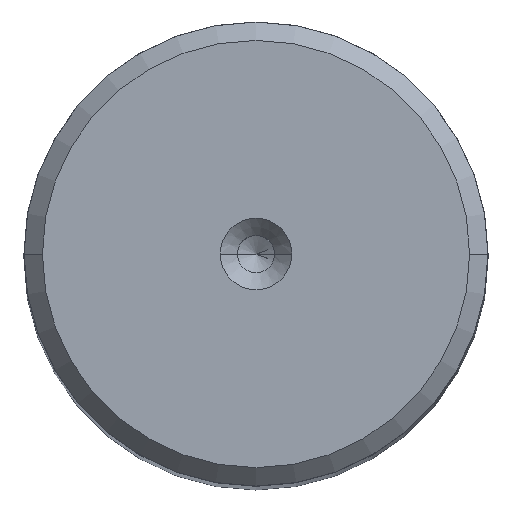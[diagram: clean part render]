
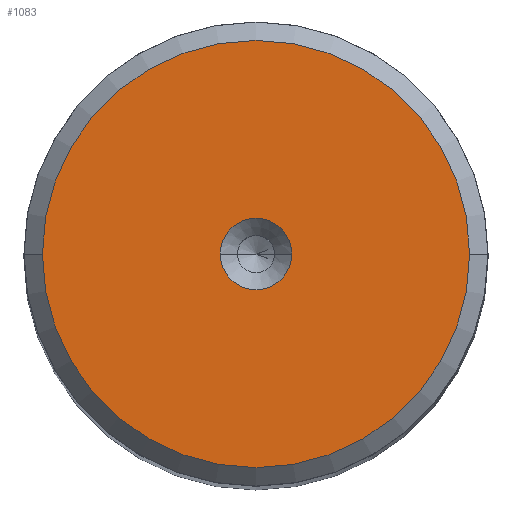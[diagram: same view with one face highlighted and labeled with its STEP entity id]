
A CAD part, top view. The second image highlights one B-rep face of the part: STEP entity #1083.
In plain terms, the highlighted planar face has unit normal (0, 0, 1).
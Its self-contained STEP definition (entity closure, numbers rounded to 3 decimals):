
#59 = DIRECTION ( 'NONE',  ( 1., 0., 0. ) ) ;
#93 = DIRECTION ( 'NONE',  ( 1., 0., 0. ) ) ;
#112 = EDGE_CURVE ( 'NONE', #307, #815, #397, .T. ) ;
#137 = EDGE_CURVE ( 'NONE', #275, #1022, #849, .T. ) ;
#275 = VERTEX_POINT ( 'NONE', #1164 ) ;
#280 = AXIS2_PLACEMENT_3D ( 'NONE', #291, #1244, #1043 ) ;
#281 = DIRECTION ( 'NONE',  ( 0., 0., 1. ) ) ;
#291 = CARTESIAN_POINT ( 'NONE',  ( 0., 0., 240. ) ) ;
#307 = VERTEX_POINT ( 'NONE', #680 ) ;
#316 = EDGE_CURVE ( 'NONE', #1022, #275, #1031, .T. ) ;
#337 = CARTESIAN_POINT ( 'NONE',  ( 3.85, 0., 240. ) ) ;
#371 = DIRECTION ( 'NONE',  ( 0., 0., 1. ) ) ;
#378 = AXIS2_PLACEMENT_3D ( 'NONE', #861, #281, #1251 ) ;
#397 = CIRCLE ( 'NONE', #280, 3.85 ) ;
#523 = AXIS2_PLACEMENT_3D ( 'NONE', #1228, #652, #59 ) ;
#526 = EDGE_LOOP ( 'NONE', ( #719, #672 ) ) ;
#640 = ORIENTED_EDGE ( 'NONE', *, *, #316, .T. ) ;
#642 = PLANE ( 'NONE',  #523 ) ;
#652 = DIRECTION ( 'NONE',  ( 0., 0., 1. ) ) ;
#672 = ORIENTED_EDGE ( 'NONE', *, *, #112, .F. ) ;
#680 = CARTESIAN_POINT ( 'NONE',  ( -3.85, 0., 240. ) ) ;
#682 = CARTESIAN_POINT ( 'NONE',  ( 0., 0., 240. ) ) ;
#710 = EDGE_CURVE ( 'NONE', #815, #307, #1018, .T. ) ;
#717 = ORIENTED_EDGE ( 'NONE', *, *, #137, .T. ) ;
#719 = ORIENTED_EDGE ( 'NONE', *, *, #710, .F. ) ;
#749 = AXIS2_PLACEMENT_3D ( 'NONE', #682, #871, #93 ) ;
#753 = EDGE_LOOP ( 'NONE', ( #717, #640 ) ) ;
#815 = VERTEX_POINT ( 'NONE', #337 ) ;
#849 = CIRCLE ( 'NONE', #378, 23.016 ) ;
#861 = CARTESIAN_POINT ( 'NONE',  ( 0., 0., 240. ) ) ;
#863 = FACE_OUTER_BOUND ( 'NONE', #753, .T. ) ;
#871 = DIRECTION ( 'NONE',  ( 0., 0., 1. ) ) ;
#949 = CARTESIAN_POINT ( 'NONE',  ( 0., 0., 240. ) ) ;
#971 = DIRECTION ( 'NONE',  ( 1., 0., 0. ) ) ;
#1018 = CIRCLE ( 'NONE', #749, 3.85 ) ;
#1022 = VERTEX_POINT ( 'NONE', #1223 ) ;
#1031 = CIRCLE ( 'NONE', #1127, 23.016 ) ;
#1043 = DIRECTION ( 'NONE',  ( 1., 0., 0. ) ) ;
#1083 = ADVANCED_FACE ( 'NONE', ( #1117, #863 ), #642, .T. ) ;
#1117 = FACE_BOUND ( 'NONE', #526, .T. ) ;
#1127 = AXIS2_PLACEMENT_3D ( 'NONE', #949, #371, #971 ) ;
#1164 = CARTESIAN_POINT ( 'NONE',  ( -23.016, 0., 240. ) ) ;
#1223 = CARTESIAN_POINT ( 'NONE',  ( 23.016, 0., 240. ) ) ;
#1228 = CARTESIAN_POINT ( 'NONE',  ( 0., 0., 240. ) ) ;
#1244 = DIRECTION ( 'NONE',  ( 0., 0., 1. ) ) ;
#1251 = DIRECTION ( 'NONE',  ( 1., 0., 0. ) ) ;
